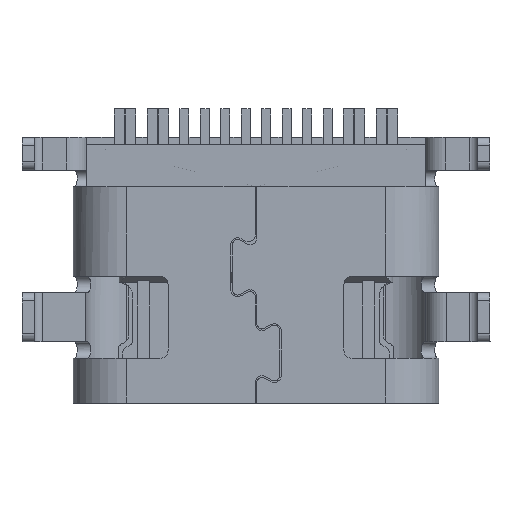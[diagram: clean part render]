
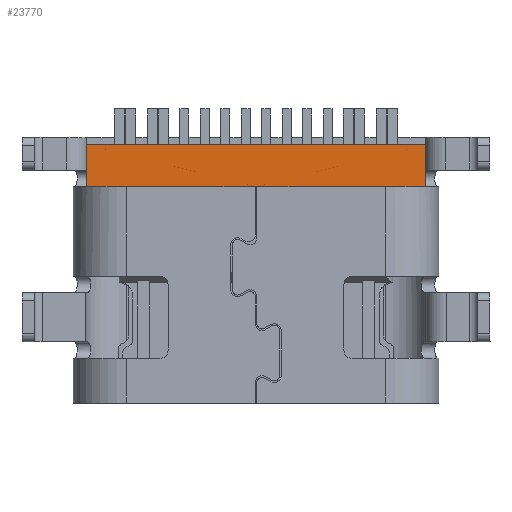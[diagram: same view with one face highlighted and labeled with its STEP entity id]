
A CAD part, left-side view. The second image highlights one B-rep face of the part: STEP entity #23770.
In plain terms, the highlighted planar face has unit normal (-1, 0, 0).
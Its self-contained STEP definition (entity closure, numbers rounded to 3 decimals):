
#3 = CARTESIAN_POINT ( 'NONE',  ( -0.86, -18.187, 9.566 ) ) ;
#219 = ORIENTED_EDGE ( 'NONE', *, *, #26017, .T. ) ;
#559 = CARTESIAN_POINT ( 'NONE',  ( -0.857, -20.327, 9.566 ) ) ;
#942 = DIRECTION ( 'NONE',  ( 0., 1., 0. ) ) ;
#1102 = VECTOR ( 'NONE', #16690, 1000. ) ;
#1282 = DIRECTION ( 'NONE',  ( 0., 1., 0. ) ) ;
#1413 = CARTESIAN_POINT ( 'NONE',  ( -0.857, -20.327, 9.566 ) ) ;
#1442 = CARTESIAN_POINT ( 'NONE',  ( -0.857, -23.477, 9.566 ) ) ;
#1980 = VECTOR ( 'NONE', #12687, 1000. ) ;
#2050 = EDGE_CURVE ( 'NONE', #9164, #23426, #18817, .T. ) ;
#2265 = CARTESIAN_POINT ( 'NONE',  ( -0.86, -17.262, 9.566 ) ) ;
#2621 = ORIENTED_EDGE ( 'NONE', *, *, #7161, .F. ) ;
#3025 = VECTOR ( 'NONE', #21011, 1000. ) ;
#3641 = EDGE_CURVE ( 'NONE', #9164, #23165, #15850, .T. ) ;
#4726 = LINE ( 'NONE', #12886, #3025 ) ;
#5285 = CARTESIAN_POINT ( 'NONE',  ( -0.86, -24.452, 10.586 ) ) ;
#5683 = CARTESIAN_POINT ( 'NONE',  ( -0.86, -16.162, 10.586 ) ) ;
#6122 = EDGE_CURVE ( 'NONE', #23426, #13112, #13622, .T. ) ;
#6921 = CARTESIAN_POINT ( 'NONE',  ( -0.86, -24.452, 8.866 ) ) ;
#7005 = VERTEX_POINT ( 'NONE', #11806 ) ;
#7083 = FACE_OUTER_BOUND ( 'NONE', #16504, .T. ) ;
#7161 = EDGE_CURVE ( 'NONE', #7005, #9657, #12908, .T. ) ;
#7572 = EDGE_CURVE ( 'NONE', #24378, #25540, #8286, .T. ) ;
#7641 = B_SPLINE_CURVE_WITH_KNOTS ( 'NONE', 3,
 ( #1413, #12067, #12323, #21105 ),
 .UNSPECIFIED., .F., .F.,
 ( 4, 4 ),
 ( 0.502, 0.882 ),
 .UNSPECIFIED. ) ;
#8035 = CARTESIAN_POINT ( 'NONE',  ( -0.857, -20.287, 9.566 ) ) ;
#8286 = LINE ( 'NONE', #2265, #1980 ) ;
#9164 = VERTEX_POINT ( 'NONE', #5285 ) ;
#9657 = VERTEX_POINT ( 'NONE', #9679 ) ;
#9679 = CARTESIAN_POINT ( 'NONE',  ( -0.857, -20.287, 9.566 ) ) ;
#10721 = CARTESIAN_POINT ( 'NONE',  ( -0.86, -20.314, 9.566 ) ) ;
#10803 = ORIENTED_EDGE ( 'NONE', *, *, #2050, .F. ) ;
#10814 = ORIENTED_EDGE ( 'NONE', *, *, #3641, .T. ) ;
#11099 = ORIENTED_EDGE ( 'NONE', *, *, #7572, .F. ) ;
#11469 = AXIS2_PLACEMENT_3D ( 'NONE', #21365, #13627, #942 ) ;
#11491 = PLANE ( 'NONE',  #11469 ) ;
#11759 = EDGE_CURVE ( 'NONE', #25540, #23165, #4726, .T. ) ;
#11806 = CARTESIAN_POINT ( 'NONE',  ( -0.857, -20.327, 9.566 ) ) ;
#12067 = CARTESIAN_POINT ( 'NONE',  ( -0.86, -21.377, 9.566 ) ) ;
#12172 = CARTESIAN_POINT ( 'NONE',  ( -0.857, -17.137, 9.566 ) ) ;
#12323 = CARTESIAN_POINT ( 'NONE',  ( -0.86, -22.427, 9.566 ) ) ;
#12475 = CARTESIAN_POINT ( 'NONE',  ( -0.86, -16.162, 10.586 ) ) ;
#12687 = DIRECTION ( 'NONE',  ( 0., 1., 0. ) ) ;
#12722 = CARTESIAN_POINT ( 'NONE',  ( -0.857, -20.287, 9.566 ) ) ;
#12886 = CARTESIAN_POINT ( 'NONE',  ( -0.86, -16.162, 8.866 ) ) ;
#12908 = B_SPLINE_CURVE_WITH_KNOTS ( 'NONE', 3,
 ( #559, #10721, #24601, #12722 ),
 .UNSPECIFIED., .F., .F.,
 ( 4, 4 ),
 ( 0.498, 0.502 ),
 .UNSPECIFIED. ) ;
#13112 = VERTEX_POINT ( 'NONE', #24345 ) ;
#13622 = B_SPLINE_CURVE_WITH_KNOTS ( 'NONE', 3,
 ( #15740, #17744, #23468, #1442 ),
 .UNSPECIFIED., .F., .F.,
 ( 4, 4 ),
 ( 0., 0.118 ),
 .UNSPECIFIED. ) ;
#13627 = DIRECTION ( 'NONE',  ( -1., 0., 0. ) ) ;
#14684 = EDGE_CURVE ( 'NONE', #24378, #9657, #26417, .T. ) ;
#14853 = ORIENTED_EDGE ( 'NONE', *, *, #11759, .F. ) ;
#15710 = ORIENTED_EDGE ( 'NONE', *, *, #6122, .F. ) ;
#15740 = CARTESIAN_POINT ( 'NONE',  ( -0.86, -24.452, 9.566 ) ) ;
#15809 = ORIENTED_EDGE ( 'NONE', *, *, #14684, .T. ) ;
#15850 = LINE ( 'NONE', #5683, #26430 ) ;
#16504 = EDGE_LOOP ( 'NONE', ( #15710, #10803, #10814, #14853, #11099, #15809, #2621, #219 ) ) ;
#16690 = DIRECTION ( 'NONE',  ( 0., 0., -1. ) ) ;
#17744 = CARTESIAN_POINT ( 'NONE',  ( -0.86, -24.127, 9.566 ) ) ;
#18817 = LINE ( 'NONE', #6921, #1102 ) ;
#19787 = CARTESIAN_POINT ( 'NONE',  ( -0.86, -24.452, 9.566 ) ) ;
#20040 = CARTESIAN_POINT ( 'NONE',  ( -0.86, -19.237, 9.566 ) ) ;
#20386 = CARTESIAN_POINT ( 'NONE',  ( -0.86, -16.162, 9.566 ) ) ;
#21011 = DIRECTION ( 'NONE',  ( 0., 0., 1. ) ) ;
#21105 = CARTESIAN_POINT ( 'NONE',  ( -0.857, -23.477, 9.566 ) ) ;
#21365 = CARTESIAN_POINT ( 'NONE',  ( -0.86, -16.162, 9.236 ) ) ;
#23165 = VERTEX_POINT ( 'NONE', #12475 ) ;
#23426 = VERTEX_POINT ( 'NONE', #19787 ) ;
#23468 = CARTESIAN_POINT ( 'NONE',  ( -0.86, -23.802, 9.566 ) ) ;
#23770 = ADVANCED_FACE ( 'NONE', ( #7083 ), #11491, .T. ) ;
#24345 = CARTESIAN_POINT ( 'NONE',  ( -0.857, -23.477, 9.566 ) ) ;
#24363 = CARTESIAN_POINT ( 'NONE',  ( -0.857, -17.137, 9.566 ) ) ;
#24378 = VERTEX_POINT ( 'NONE', #24363 ) ;
#24601 = CARTESIAN_POINT ( 'NONE',  ( -0.86, -20.301, 9.566 ) ) ;
#25540 = VERTEX_POINT ( 'NONE', #20386 ) ;
#26017 = EDGE_CURVE ( 'NONE', #7005, #13112, #7641, .T. ) ;
#26417 = B_SPLINE_CURVE_WITH_KNOTS ( 'NONE', 3,
 ( #12172, #3, #20040, #8035 ),
 .UNSPECIFIED., .F., .F.,
 ( 4, 4 ),
 ( 0.118, 0.498 ),
 .UNSPECIFIED. ) ;
#26430 = VECTOR ( 'NONE', #1282, 1000. ) ;
